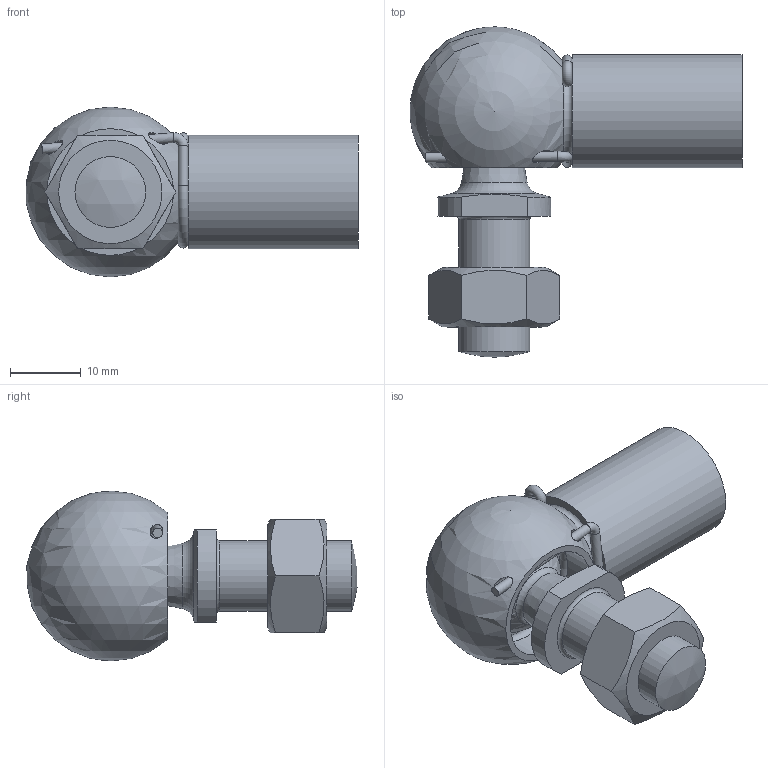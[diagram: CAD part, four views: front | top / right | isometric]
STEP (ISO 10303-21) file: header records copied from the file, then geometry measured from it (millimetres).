
FILE_DESCRIPTION((''),'2;1');
FILE_NAME('1428-Winkelgelenk-WGA4M10BL.stp','2012-07-16T11:35:08',('CADNEU'),(''),'Autodesk Inventor 2012','Autodesk Inventor 2012','');
FILE_SCHEMA(('AUTOMOTIVE_DESIGN { 1 0 10303 214 1 1 1 1 }'));
Length unit declared in the file: millimetre
Products named in the file (7): WGA4M10BL; PFW3M10SBBL; Buegel_16; Sperngring-D16; KB16M10x20BL; DIN EN 24032 M10
Assembly tree (6 placements, depth 3):
  WGA4M10BL
    PFW3M10SBBL
      PFW3M10SBBL
      Buegel_16
      Sperngring-D16
    KB16M10x20BL
    DIN EN 24032 M10
Bounding box: 46.91 x 46.67 x 24 mm (x, y, z)
Volume: 13268.9 mm3; surface area: 8029 mm2
Topology: 5 solids, 5 shells, 56 faces, 112 edges, 72 vertices
Faces by surface type: plane 22, cylinder 13, torus 9, cone 8, sphere 4
Full cylindrical faces by diameter (mm): 1.4 x3, 1.8 x2, 8.376 x2, 10 x1, 16 x3
Entity records: 1587 total; most frequent: CARTESIAN_POINT 395, DIRECTION 234, ORIENTED_EDGE 144, AXIS2_PLACEMENT_3D 111, EDGE_LOOP 98, EDGE_CURVE 72, VERTEX_POINT 62, FACE_OUTER_BOUND 56
